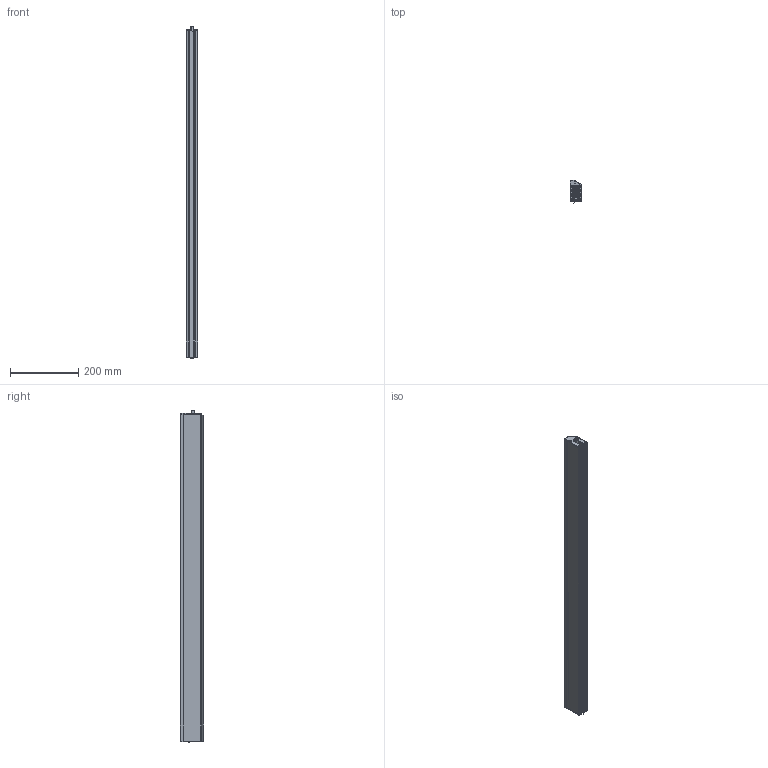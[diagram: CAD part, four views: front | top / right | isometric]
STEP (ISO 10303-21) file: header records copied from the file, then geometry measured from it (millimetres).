
FILE_DESCRIPTION (( 'STEP AP203' ), '1' );
FILE_NAME ('KG-MinE-S10 R.STEP', '2025-03-04T09:23:12', ( '' ), ( '' ), 'SwSTEP 2.0', 'SolidWorks 2023', '' );
FILE_SCHEMA (( 'CONFIG_CONTROL_DESIGN' ));
Length unit declared in the file: millimetre
Products named in the file (8): Innengeometrie_S10_960; KG-MinE-S10 R; Aussengehäuse_S10_960; Deckel-1_01; M3x8_01; Deckel-2; Schutzprofil KG-MinE-S10_960; Betätigungsteil_S10
Assembly tree (14 placements, depth 2):
  KG-MinE-S10 R
    Schutzprofil KG-MinE-S10_960
    Aussengehäuse_S10_960
    Innengeometrie_S10_960
    Betätigungsteil_S10
    Deckel-1_01
    Deckel-2
    M3x8_01  x8
Bounding box: 34 x 68.57 x 974.8 mm (x, y, z)
Volume: 996687 mm3; surface area: 692940.9 mm2
Topology: 44 solids, 44 shells, 2462 faces, 6684 edges, 4338 vertices
Faces by surface type: plane 1043, bspline 903, cylinder 373, cone 58, torus 55, sphere 30
Entity records: 115095 total; most frequent: CARTESIAN_POINT 61048, ORIENTED_EDGE 12836, DIRECTION 7910, EDGE_CURVE 6418, VERTEX_POINT 4184, LINE 3702, VECTOR 3702, EDGE_LOOP 2564
